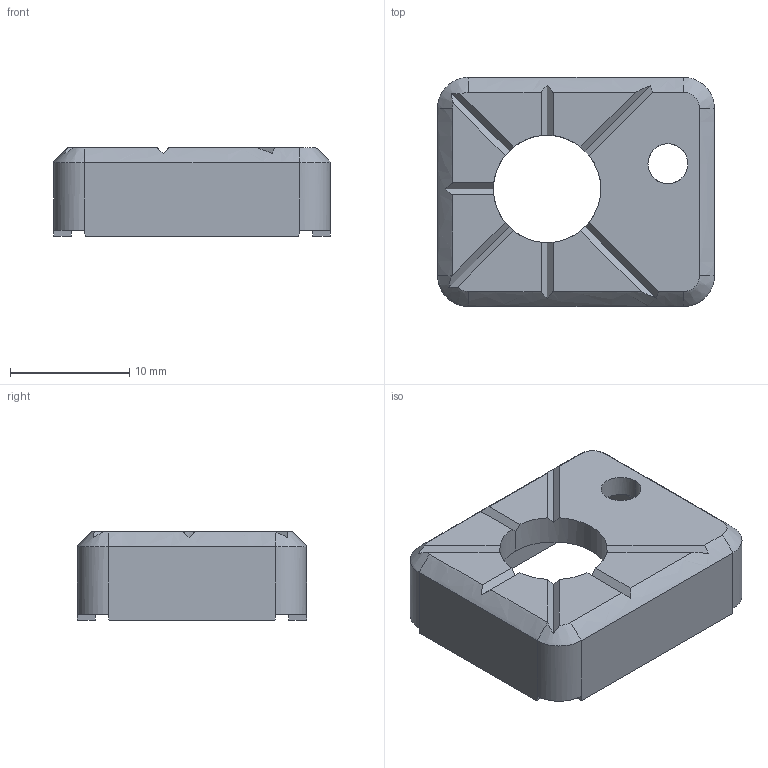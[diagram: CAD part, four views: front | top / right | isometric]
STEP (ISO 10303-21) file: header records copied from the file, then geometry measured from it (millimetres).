
FILE_DESCRIPTION (( 'STEP AP214' ), '1' );
FILE_NAME ('upper.STEP', '2022-02-18T14:40:02', ( '' ), ( '' ), 'SwSTEP 2.0', 'SolidWorks 2022', '' );
FILE_SCHEMA (( 'AUTOMOTIVE_DESIGN' ));
Length unit declared in the file: millimetre
Products named in the file (1): upper
Bounding box: 23.2 x 19.2 x 7.43 mm (x, y, z)
Volume: 1241.9 mm3; surface area: 1754.1 mm2
Topology: 1 solids, 1 shells, 83 faces, 212 edges, 130 vertices
Faces by surface type: plane 51, cylinder 20, bspline 8, torus 4
Entity records: 2916 total; most frequent: CARTESIAN_POINT 1023, ORIENTED_EDGE 424, DIRECTION 344, EDGE_CURVE 212, VERTEX_POINT 130, AXIS2_PLACEMENT_3D 119, VECTOR 106, LINE 106
